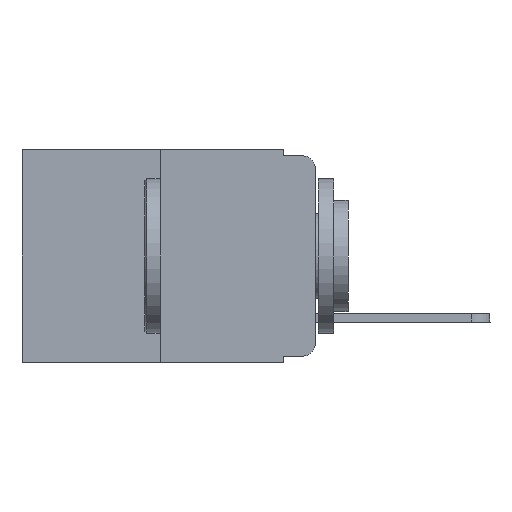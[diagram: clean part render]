
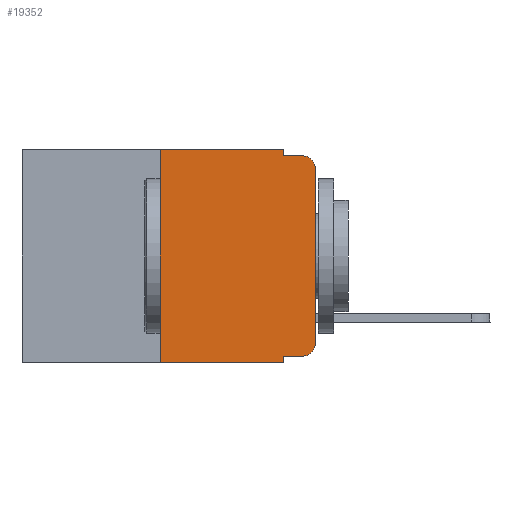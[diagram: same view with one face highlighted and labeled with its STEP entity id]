
A CAD part, left-side view. The second image highlights one B-rep face of the part: STEP entity #19352.
In plain terms, the highlighted planar face has unit normal (-1, 0, 0).
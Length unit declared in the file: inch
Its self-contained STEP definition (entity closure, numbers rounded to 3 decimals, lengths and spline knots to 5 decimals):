
#96 = VERTEX_POINT ( 'NONE', #12147 ) ;
#110 = VERTEX_POINT ( 'NONE', #8396 ) ;
#625 = FACE_OUTER_BOUND ( 'NONE', #14626, .T. ) ;
#727 = VERTEX_POINT ( 'NONE', #18005 ) ;
#820 = LINE ( 'NONE', #23614, #7974 ) ;
#1321 = EDGE_CURVE ( 'NONE', #13745, #19074, #23844, .T. ) ;
#1385 = LINE ( 'NONE', #13466, #19171 ) ;
#1841 = VERTEX_POINT ( 'NONE', #20812 ) ;
#1944 = VECTOR ( 'NONE', #24291, 39.37008 ) ;
#2330 = PLANE ( 'NONE',  #3447 ) ;
#3410 = EDGE_CURVE ( 'NONE', #1841, #9517, #5460, .T. ) ;
#3447 = AXIS2_PLACEMENT_3D ( 'NONE', #8080, #23250, #4249 ) ;
#3552 = VECTOR ( 'NONE', #16978, 39.37008 ) ;
#3554 = CARTESIAN_POINT ( 'NONE',  ( 0., 0.25, 0. ) ) ;
#3902 = VECTOR ( 'NONE', #8953, 39.37008 ) ;
#4249 = DIRECTION ( 'NONE',  ( 0., 0., -1. ) ) ;
#4368 = AXIS2_PLACEMENT_3D ( 'NONE', #24053, #10684, #12382 ) ;
#4472 = ORIENTED_EDGE ( 'NONE', *, *, #6003, .T. ) ;
#4613 = ORIENTED_EDGE ( 'NONE', *, *, #4865, .F. ) ;
#4865 = EDGE_CURVE ( 'NONE', #17500, #727, #16639, .T. ) ;
#5419 = CARTESIAN_POINT ( 'NONE',  ( 0., 0.02, -0.333 ) ) ;
#5460 = LINE ( 'NONE', #11174, #23864 ) ;
#5548 = EDGE_CURVE ( 'NONE', #9517, #14887, #10366, .T. ) ;
#5978 = DIRECTION ( 'NONE',  ( 0., 0., -1. ) ) ;
#6003 = EDGE_CURVE ( 'NONE', #14887, #110, #9169, .T. ) ;
#6396 = EDGE_CURVE ( 'NONE', #13745, #6855, #24332, .T. ) ;
#6855 = VERTEX_POINT ( 'NONE', #22826 ) ;
#6868 = DIRECTION ( 'NONE',  ( 0., -1., 0. ) ) ;
#7974 = VECTOR ( 'NONE', #12267, 39.37008 ) ;
#8080 = CARTESIAN_POINT ( 'NONE',  ( 0., 0.473, 0. ) ) ;
#8301 = ORIENTED_EDGE ( 'NONE', *, *, #9605, .F. ) ;
#8396 = CARTESIAN_POINT ( 'NONE',  ( 0., 0., -0.03 ) ) ;
#8891 = CARTESIAN_POINT ( 'NONE',  ( 0., 0., 0. ) ) ;
#8953 = DIRECTION ( 'NONE',  ( 0., 0., -1. ) ) ;
#9169 = LINE ( 'NONE', #8891, #15953 ) ;
#9251 = ORIENTED_EDGE ( 'NONE', *, *, #14645, .F. ) ;
#9517 = VERTEX_POINT ( 'NONE', #5419 ) ;
#9605 = EDGE_CURVE ( 'NONE', #727, #96, #20650, .T. ) ;
#9757 = DIRECTION ( 'NONE',  ( 0., 0., 1. ) ) ;
#9974 = CARTESIAN_POINT ( 'NONE',  ( 0., 0.051, 0. ) ) ;
#10291 = ORIENTED_EDGE ( 'NONE', *, *, #1321, .T. ) ;
#10366 = CIRCLE ( 'NONE', #4368, 0.02 ) ;
#10684 = DIRECTION ( 'NONE',  ( -1., 0., 0. ) ) ;
#10748 = VECTOR ( 'NONE', #6868, 39.37008 ) ;
#10820 = EDGE_CURVE ( 'NONE', #110, #96, #15435, .T. ) ;
#10868 = CARTESIAN_POINT ( 'NONE',  ( 0., 0.25, -0.343 ) ) ;
#11008 = CARTESIAN_POINT ( 'NONE',  ( 0., 0.051, -0.01 ) ) ;
#11121 = CARTESIAN_POINT ( 'NONE',  ( 0., 0.02, -0.03 ) ) ;
#11174 = CARTESIAN_POINT ( 'NONE',  ( 0., 0.051, -0.333 ) ) ;
#12147 = CARTESIAN_POINT ( 'NONE',  ( 0., 0.02, -0.01 ) ) ;
#12267 = DIRECTION ( 'NONE',  ( 0., -1., 0. ) ) ;
#12382 = DIRECTION ( 'NONE',  ( 0., 0., -1. ) ) ;
#12781 = CARTESIAN_POINT ( 'NONE',  ( 0., 0.051, 0. ) ) ;
#13466 = CARTESIAN_POINT ( 'NONE',  ( 0., 0.051, 0. ) ) ;
#13745 = VERTEX_POINT ( 'NONE', #10868 ) ;
#14626 = EDGE_LOOP ( 'NONE', ( #4472, #22667, #8301, #4613, #9251, #16470, #10291, #15805, #16306, #20834 ) ) ;
#14645 = EDGE_CURVE ( 'NONE', #6855, #17500, #820, .T. ) ;
#14794 = CARTESIAN_POINT ( 'NONE',  ( 0., 0.051, -0.343 ) ) ;
#14887 = VERTEX_POINT ( 'NONE', #22144 ) ;
#15264 = EDGE_CURVE ( 'NONE', #1841, #19074, #1385, .T. ) ;
#15435 = CIRCLE ( 'NONE', #18110, 0.02 ) ;
#15805 = ORIENTED_EDGE ( 'NONE', *, *, #15264, .F. ) ;
#15953 = VECTOR ( 'NONE', #9757, 39.37008 ) ;
#16306 = ORIENTED_EDGE ( 'NONE', *, *, #3410, .T. ) ;
#16386 = DIRECTION ( 'NONE',  ( -1., 0., 0. ) ) ;
#16470 = ORIENTED_EDGE ( 'NONE', *, *, #6396, .F. ) ;
#16639 = LINE ( 'NONE', #12781, #3902 ) ;
#16978 = DIRECTION ( 'NONE',  ( 0., 0., 1. ) ) ;
#17500 = VERTEX_POINT ( 'NONE', #9974 ) ;
#18005 = CARTESIAN_POINT ( 'NONE',  ( 0., 0.051, -0.01 ) ) ;
#18110 = AXIS2_PLACEMENT_3D ( 'NONE', #11121, #16386, #18315 ) ;
#18170 = CARTESIAN_POINT ( 'NONE',  ( 0., 0.473, -0.343 ) ) ;
#18315 = DIRECTION ( 'NONE',  ( 0., 0., -1. ) ) ;
#18821 = DIRECTION ( 'NONE',  ( 0., -1., 0. ) ) ;
#19074 = VERTEX_POINT ( 'NONE', #14794 ) ;
#19171 = VECTOR ( 'NONE', #5978, 39.37008 ) ;
#19352 = ADVANCED_FACE ( 'NONE', ( #625 ), #2330, .F. ) ;
#20650 = LINE ( 'NONE', #11008, #1944 ) ;
#20812 = CARTESIAN_POINT ( 'NONE',  ( 0., 0.051, -0.333 ) ) ;
#20834 = ORIENTED_EDGE ( 'NONE', *, *, #5548, .T. ) ;
#22144 = CARTESIAN_POINT ( 'NONE',  ( 0., 0., -0.313 ) ) ;
#22667 = ORIENTED_EDGE ( 'NONE', *, *, #10820, .T. ) ;
#22826 = CARTESIAN_POINT ( 'NONE',  ( 0., 0.25, 0. ) ) ;
#23250 = DIRECTION ( 'NONE',  ( 1., 0., 0. ) ) ;
#23614 = CARTESIAN_POINT ( 'NONE',  ( 0., 0.473, 0. ) ) ;
#23844 = LINE ( 'NONE', #18170, #10748 ) ;
#23864 = VECTOR ( 'NONE', #18821, 39.37008 ) ;
#24053 = CARTESIAN_POINT ( 'NONE',  ( 0., 0.02, -0.313 ) ) ;
#24291 = DIRECTION ( 'NONE',  ( 0., -1., 0. ) ) ;
#24332 = LINE ( 'NONE', #3554, #3552 ) ;
